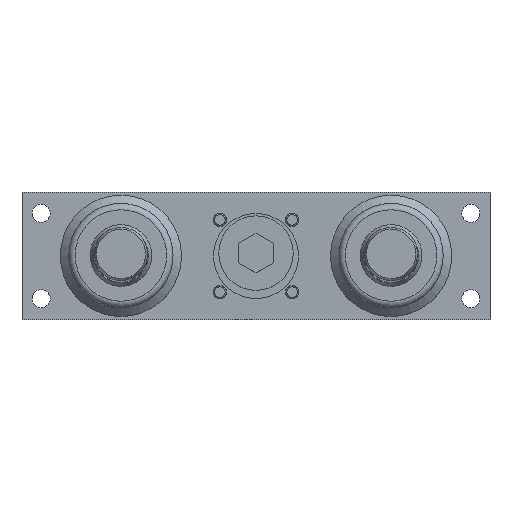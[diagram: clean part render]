
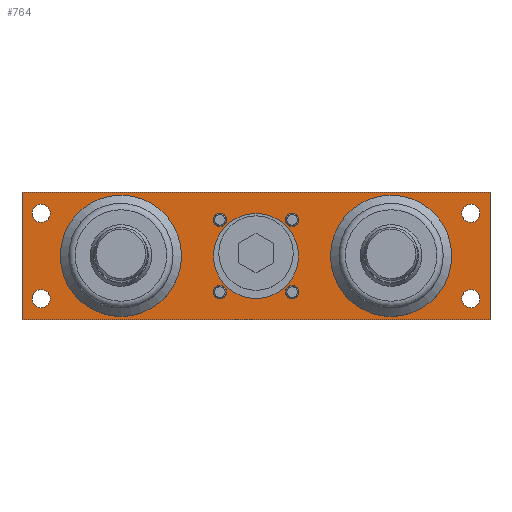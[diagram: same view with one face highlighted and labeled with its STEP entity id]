
A CAD part, top view. The second image highlights one B-rep face of the part: STEP entity #764.
In plain terms, the highlighted planar face has unit normal (0, 0, 1).
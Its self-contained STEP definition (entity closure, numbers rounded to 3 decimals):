
#764 = ADVANCED_FACE( '', ( #1678, #1679, #1680, #1681, #1682, #1683, #1684, #1685, #1686, #1687, #1688, #1689 ), #1690, .F. );
#1678 = FACE_BOUND( '', #2651, .T. );
#1679 = FACE_OUTER_BOUND( '', #2652, .T. );
#1680 = FACE_BOUND( '', #2653, .T. );
#1681 = FACE_BOUND( '', #2654, .T. );
#1682 = FACE_BOUND( '', #2655, .T. );
#1683 = FACE_BOUND( '', #2656, .T. );
#1684 = FACE_BOUND( '', #2657, .T. );
#1685 = FACE_BOUND( '', #2658, .T. );
#1686 = FACE_BOUND( '', #2659, .T. );
#1687 = FACE_BOUND( '', #2660, .T. );
#1688 = FACE_BOUND( '', #2661, .T. );
#1689 = FACE_BOUND( '', #2662, .T. );
#1690 = PLANE( '', #2663 );
#2651 = EDGE_LOOP( '', ( #4450 ) );
#2652 = EDGE_LOOP( '', ( #4451, #4452, #4453, #4454 ) );
#2653 = EDGE_LOOP( '', ( #4455 ) );
#2654 = EDGE_LOOP( '', ( #4456 ) );
#2655 = EDGE_LOOP( '', ( #4457 ) );
#2656 = EDGE_LOOP( '', ( #4458 ) );
#2657 = EDGE_LOOP( '', ( #4459 ) );
#2658 = EDGE_LOOP( '', ( #4460 ) );
#2659 = EDGE_LOOP( '', ( #4461 ) );
#2660 = EDGE_LOOP( '', ( #4462 ) );
#2661 = EDGE_LOOP( '', ( #4463 ) );
#2662 = EDGE_LOOP( '', ( #4464 ) );
#2663 = AXIS2_PLACEMENT_3D( '', #4465, #4466, #4467 );
#4450 = ORIENTED_EDGE( '', *, *, #4793, .T. );
#4451 = ORIENTED_EDGE( '', *, *, #5011, .F. );
#4452 = ORIENTED_EDGE( '', *, *, #4945, .F. );
#4453 = ORIENTED_EDGE( '', *, *, #5240, .F. );
#4454 = ORIENTED_EDGE( '', *, *, #5215, .F. );
#4455 = ORIENTED_EDGE( '', *, *, #5254, .T. );
#4456 = ORIENTED_EDGE( '', *, *, #4894, .F. );
#4457 = ORIENTED_EDGE( '', *, *, #5017, .F. );
#4458 = ORIENTED_EDGE( '', *, *, #5244, .T. );
#4459 = ORIENTED_EDGE( '', *, *, #5020, .T. );
#4460 = ORIENTED_EDGE( '', *, *, #4675, .T. );
#4461 = ORIENTED_EDGE( '', *, *, #4770, .T. );
#4462 = ORIENTED_EDGE( '', *, *, #5255, .T. );
#4463 = ORIENTED_EDGE( '', *, *, #4645, .T. );
#4464 = ORIENTED_EDGE( '', *, *, #4663, .F. );
#4465 = CARTESIAN_POINT( '', ( -110., 30., 13.8 ) );
#4466 = DIRECTION( '', ( 0., 0., -1. ) );
#4467 = DIRECTION( '', ( 0., 1., 0. ) );
#4645 = EDGE_CURVE( '', #5346, #5346, #5347, .T. );
#4663 = EDGE_CURVE( '', #5373, #5373, #5374, .T. );
#4675 = EDGE_CURVE( '', #5394, #5394, #5395, .T. );
#4770 = EDGE_CURVE( '', #5551, #5551, #5552, .T. );
#4793 = EDGE_CURVE( '', #5591, #5591, #5592, .T. );
#4894 = EDGE_CURVE( '', #5752, #5752, #5753, .T. );
#4945 = EDGE_CURVE( '', #5830, #5832, #5833, .T. );
#5011 = EDGE_CURVE( '', #5832, #5936, #5937, .T. );
#5017 = EDGE_CURVE( '', #5943, #5943, #5944, .T. );
#5020 = EDGE_CURVE( '', #5948, #5948, #5949, .T. );
#5215 = EDGE_CURVE( '', #5936, #6199, #6200, .T. );
#5240 = EDGE_CURVE( '', #6199, #5830, #6227, .T. );
#5244 = EDGE_CURVE( '', #6231, #6231, #6232, .T. );
#5254 = EDGE_CURVE( '', #6242, #6242, #6243, .T. );
#5255 = EDGE_CURVE( '', #6244, #6244, #6245, .T. );
#5346 = VERTEX_POINT( '', #6360 );
#5347 = CIRCLE( '', #6361, 19.98 );
#5373 = VERTEX_POINT( '', #6420 );
#5374 = CIRCLE( '', #6421, 28.5 );
#5394 = VERTEX_POINT( '', #6445 );
#5395 = CIRCLE( '', #6446, 3.1 );
#5551 = VERTEX_POINT( '', #6704 );
#5552 = CIRCLE( '', #6705, 3.1 );
#5591 = VERTEX_POINT( '', #6789 );
#5592 = CIRCLE( '', #6790, 28.5 );
#5752 = VERTEX_POINT( '', #7091 );
#5753 = CIRCLE( '', #7092, 4.25 );
#5830 = VERTEX_POINT( '', #7230 );
#5832 = VERTEX_POINT( '', #7233 );
#5833 = LINE( '', #7234, #7235 );
#5936 = VERTEX_POINT( '', #7418 );
#5937 = LINE( '', #7419, #7420 );
#5943 = VERTEX_POINT( '', #7429 );
#5944 = CIRCLE( '', #7430, 4.25 );
#5948 = VERTEX_POINT( '', #7434 );
#5949 = CIRCLE( '', #7435, 3.1 );
#6199 = VERTEX_POINT( '', #7869 );
#6200 = LINE( '', #7870, #7871 );
#6227 = LINE( '', #7902, #7903 );
#6231 = VERTEX_POINT( '', #7907 );
#6232 = CIRCLE( '', #7908, 4.25 );
#6242 = VERTEX_POINT( '', #7919 );
#6243 = CIRCLE( '', #7920, 4.25 );
#6244 = VERTEX_POINT( '', #7921 );
#6245 = CIRCLE( '', #7922, 3.1 );
#6360 = CARTESIAN_POINT( '', ( -19.98, 0., 13.8 ) );
#6361 = AXIS2_PLACEMENT_3D( '', #7984, #7985, #7986 );
#6420 = CARTESIAN_POINT( '', ( -35., 0., 13.8 ) );
#6421 = AXIS2_PLACEMENT_3D( '', #8011, #8012, #8013 );
#6445 = CARTESIAN_POINT( '', ( -16.971, 20.071, 13.8 ) );
#6446 = AXIS2_PLACEMENT_3D( '', #8030, #8031, #8032 );
#6704 = CARTESIAN_POINT( '', ( -20.071, -16.971, 13.8 ) );
#6705 = AXIS2_PLACEMENT_3D( '', #8153, #8154, #8155 );
#6789 = CARTESIAN_POINT( '', ( 35., 0., 13.8 ) );
#6790 = AXIS2_PLACEMENT_3D( '', #8177, #8178, #8179 );
#7091 = CARTESIAN_POINT( '', ( -105.25, 20., 13.8 ) );
#7092 = AXIS2_PLACEMENT_3D( '', #8294, #8295, #8296 );
#7230 = CARTESIAN_POINT( '', ( 110., -30., 13.8 ) );
#7233 = CARTESIAN_POINT( '', ( -110., -30., 13.8 ) );
#7234 = CARTESIAN_POINT( '', ( 110., -30., 13.8 ) );
#7235 = VECTOR( '', #8344, 1000. );
#7418 = CARTESIAN_POINT( '', ( -110., 30., 13.8 ) );
#7419 = CARTESIAN_POINT( '', ( -110., -30., 13.8 ) );
#7420 = VECTOR( '', #8419, 1000. );
#7429 = CARTESIAN_POINT( '', ( 105.25, -20., 13.8 ) );
#7430 = AXIS2_PLACEMENT_3D( '', #8423, #8424, #8425 );
#7434 = CARTESIAN_POINT( '', ( 20.071, 16.971, 13.8 ) );
#7435 = AXIS2_PLACEMENT_3D( '', #8429, #8430, #8431 );
#7869 = CARTESIAN_POINT( '', ( 110., 30., 13.8 ) );
#7870 = CARTESIAN_POINT( '', ( -110., 30., 13.8 ) );
#7871 = VECTOR( '', #8595, 1000. );
#7902 = CARTESIAN_POINT( '', ( 110., 30., 13.8 ) );
#7903 = VECTOR( '', #8609, 1000. );
#7907 = CARTESIAN_POINT( '', ( -105.25, -20., 13.8 ) );
#7908 = AXIS2_PLACEMENT_3D( '', #8610, #8611, #8612 );
#7919 = CARTESIAN_POINT( '', ( 105.25, 20., 13.8 ) );
#7920 = AXIS2_PLACEMENT_3D( '', #8614, #8615, #8616 );
#7921 = CARTESIAN_POINT( '', ( 16.971, -20.071, 13.8 ) );
#7922 = AXIS2_PLACEMENT_3D( '', #8617, #8618, #8619 );
#7984 = CARTESIAN_POINT( '', ( 0., 0., 13.8 ) );
#7985 = DIRECTION( '', ( 0., 0., -1. ) );
#7986 = DIRECTION( '', ( -1., 0., 0. ) );
#8011 = CARTESIAN_POINT( '', ( -63.5, 0., 13.8 ) );
#8012 = DIRECTION( '', ( 0., 0., 1. ) );
#8013 = DIRECTION( '', ( 1., 0., 0. ) );
#8030 = CARTESIAN_POINT( '', ( -16.971, 16.971, 13.8 ) );
#8031 = DIRECTION( '', ( 0., 0., -1. ) );
#8032 = DIRECTION( '', ( 0., 1., 0. ) );
#8153 = CARTESIAN_POINT( '', ( -16.971, -16.971, 13.8 ) );
#8154 = DIRECTION( '', ( 0., 0., -1. ) );
#8155 = DIRECTION( '', ( -1., 0., 0. ) );
#8177 = CARTESIAN_POINT( '', ( 63.5, 0., 13.8 ) );
#8178 = DIRECTION( '', ( 0., 0., -1. ) );
#8179 = DIRECTION( '', ( -1., 0., 0. ) );
#8294 = CARTESIAN_POINT( '', ( -101., 20., 13.8 ) );
#8295 = DIRECTION( '', ( 0., 0., 1. ) );
#8296 = DIRECTION( '', ( -1., 0., 0. ) );
#8344 = DIRECTION( '', ( -1., 0., 0. ) );
#8419 = DIRECTION( '', ( 0., 1., 0. ) );
#8423 = CARTESIAN_POINT( '', ( 101., -20., 13.8 ) );
#8424 = DIRECTION( '', ( 0., 0., 1. ) );
#8425 = DIRECTION( '', ( 1., 0., 0. ) );
#8429 = CARTESIAN_POINT( '', ( 16.971, 16.971, 13.8 ) );
#8430 = DIRECTION( '', ( 0., 0., -1. ) );
#8431 = DIRECTION( '', ( 1., 0., 0. ) );
#8595 = DIRECTION( '', ( 1., 0., 0. ) );
#8609 = DIRECTION( '', ( 0., -1., 0. ) );
#8610 = CARTESIAN_POINT( '', ( -101., -20., 13.8 ) );
#8611 = DIRECTION( '', ( 0., 0., -1. ) );
#8612 = DIRECTION( '', ( -1., 0., 0. ) );
#8614 = CARTESIAN_POINT( '', ( 101., 20., 13.8 ) );
#8615 = DIRECTION( '', ( 0., 0., -1. ) );
#8616 = DIRECTION( '', ( 1., 0., 0. ) );
#8617 = CARTESIAN_POINT( '', ( 16.971, -16.971, 13.8 ) );
#8618 = DIRECTION( '', ( 0., 0., -1. ) );
#8619 = DIRECTION( '', ( 0., -1., 0. ) );
